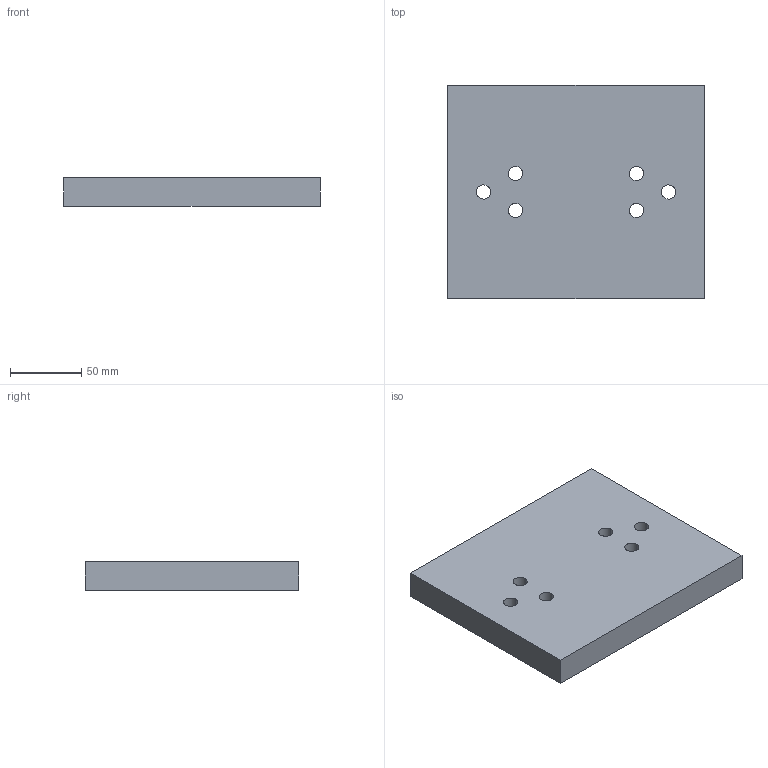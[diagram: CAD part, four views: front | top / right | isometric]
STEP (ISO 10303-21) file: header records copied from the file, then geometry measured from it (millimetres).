
FILE_DESCRIPTION(('CAx Round 4 testing - External References XR1','PLate Piece Part'),'1');
FILE_NAME('xr1-tu-plt.stp','2000-05-30 T12:00:52',('Steve Yates'),('Theorem Solutions Ltd.'),'THEOREM SOLUTIONS AP214 OUTPUT PROCESSOR 4.0.001','Unigraphics','Tony Ranger');
FILE_SCHEMA(('AUTOMOTIVE_DESIGN { 1 2 10303 214 0 1 1 1 } '));
Length unit declared in the file: millimetre
Products named in the file (1): product_0
Bounding box: 180 x 150 x 20 mm (x, y, z)
Volume: 530574.7 mm3; surface area: 70027.3 mm2
Topology: 1 solids, 1 shells, 18 faces, 48 edges, 32 vertices
Faces by surface type: bspline 12, plane 6
Entity records: 616 total; most frequent: CARTESIAN_POINT 280, ORIENTED_EDGE 96, EDGE_CURVE 48, VERTEX_POINT 32, EDGE_LOOP 30, B_SPLINE_CURVE_WITH_KNOTS 24, FACE_OUTER_BOUND 18, ADVANCED_FACE 18
